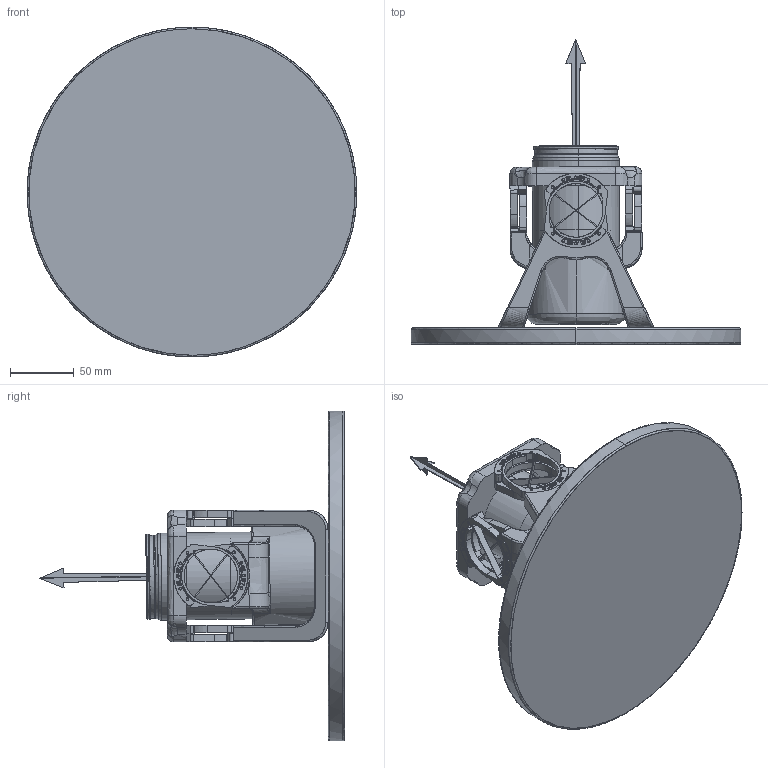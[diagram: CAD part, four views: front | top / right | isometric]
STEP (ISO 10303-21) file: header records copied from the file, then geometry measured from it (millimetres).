
FILE_DESCRIPTION(('FreeCAD Model'),'2;1');
FILE_NAME('Open CASCADE Shape Model','2025-05-04T01:50:22',('FreeCAD'),( 'FreeCAD'),'Open CASCADE STEP processor 7.6','FreeCAD','Unknown');
FILE_SCHEMA(('AUTOMOTIVE_DESIGN { 1 0 10303 214 1 1 1 1 }'));
Products named in the file (1): Open CASCADE STEP translator 7.6 1
Bounding box: 259.02 x 239.69 x 259.08 mm (x, y, z)
Surface area: 366567.8 mm2 (no closed solid volume)
Topology: 0 solids, 2454 shells, 2454 faces, 28864 edges, 28850 vertices
Faces by surface type: bspline 2454
Entity records: 292457 total; most frequent: CARTESIAN_POINT 165502, ORIENTED_EDGE 28854, EDGE_CURVE 28854, VERTEX_POINT 28854, B_SPLINE_CURVE_WITH_KNOTS 26279, FACE_BOUND 2694, EDGE_LOOP 2694, SHELL_BASED_SURFACE_MODEL 2454
